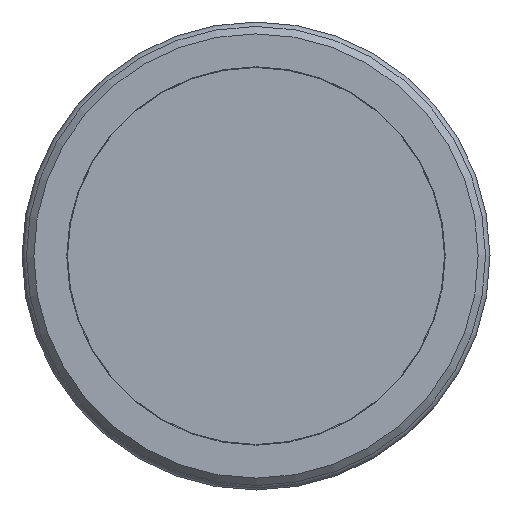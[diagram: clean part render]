
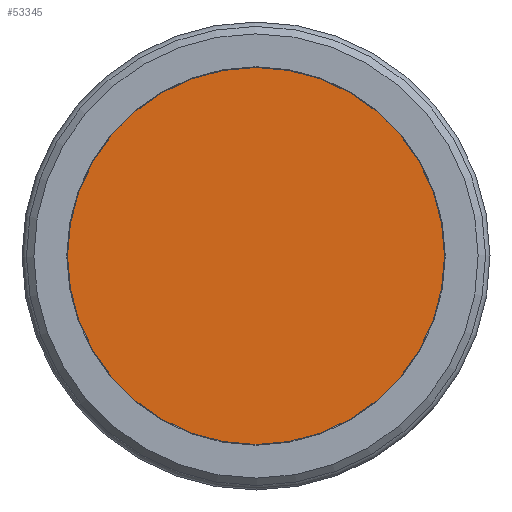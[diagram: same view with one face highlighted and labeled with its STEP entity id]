
A CAD part, left-side view. The second image highlights one B-rep face of the part: STEP entity #53345.
In plain terms, the highlighted planar face has unit normal (-1, 0, 0).
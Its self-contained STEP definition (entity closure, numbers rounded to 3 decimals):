
#3001=PLANE('',#57727);
#5507=FACE_OUTER_BOUND('',#8341,.T.);
#8341=EDGE_LOOP('',(#48425));
#9508=CIRCLE('',#57685,25.45);
#25253=VERTEX_POINT('',#108669);
#33042=EDGE_CURVE('',#25253,#25253,#9508,.T.);
#48425=ORIENTED_EDGE('',*,*,#33042,.T.);
#53345=ADVANCED_FACE('',(#5507),#3001,.T.);
#57685=AXIS2_PLACEMENT_3D('',#108670,#69763,#69764);
#57727=AXIS2_PLACEMENT_3D('',#111440,#69855,#69856);
#69763=DIRECTION('center_axis',(-1.,0.,0.));
#69764=DIRECTION('ref_axis',(0.,-0.003,1.));
#69855=DIRECTION('center_axis',(-1.,0.,0.));
#69856=DIRECTION('ref_axis',(0.,0.,1.));
#108669=CARTESIAN_POINT('',(-33.5,0.067,-25.45));
#108670=CARTESIAN_POINT('Origin',(-33.5,0.,
0.));
#111440=CARTESIAN_POINT('Origin',(-33.5,30.,0.));
